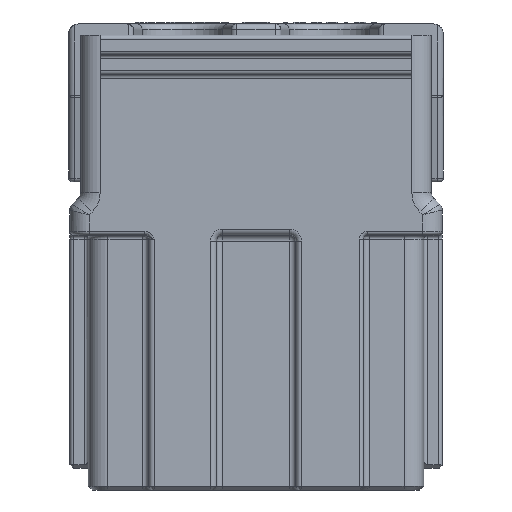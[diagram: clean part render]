
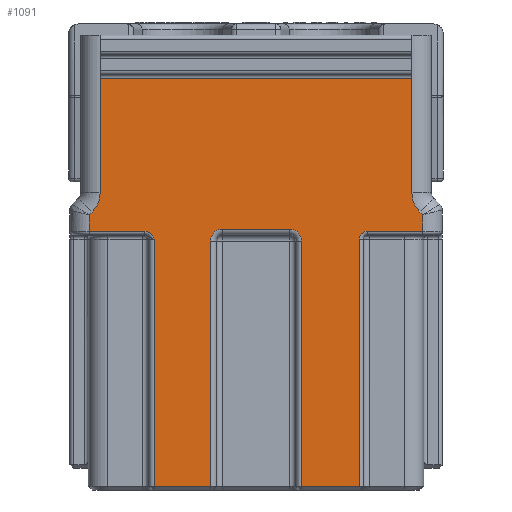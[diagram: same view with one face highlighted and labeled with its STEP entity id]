
A CAD part, front view. The second image highlights one B-rep face of the part: STEP entity #1091.
In plain terms, the highlighted planar face has unit normal (0, -1, 0).
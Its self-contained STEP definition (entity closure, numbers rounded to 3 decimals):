
#685=B_SPLINE_CURVE_WITH_KNOTS('',3,(#28222,#28223,#28224,#28225,#28226,
#28227,#28228,#28229,#28230,#28231,#28232,#28233,#28234,#28235,#28236,#28237),
 .UNSPECIFIED.,.F.,.F.,(4,2,2,2,2,2,2,4),(0.,0.189,0.403,
0.631,0.811,0.903,0.994,
1.),.UNSPECIFIED.);
#1091=ADVANCED_FACE('',(#2792),#2180,.F.);
#2180=PLANE('',#19780);
#2792=FACE_OUTER_BOUND('',#3905,.T.);
#3905=EDGE_LOOP('',(#6423,#6424,#6425,#6426,#6427,#6428,#6429,#6430,#6431,
#6432,#6433,#6434,#6435,#6436,#6437,#6438,#6439,#6440,#6441,#6442,#6443,
#6444));
#5077=CIRCLE('',#19775,0.6);
#5078=CIRCLE('',#19776,0.6);
#5079=CIRCLE('',#19777,0.4);
#5080=CIRCLE('',#19778,1.4);
#5081=CIRCLE('',#19779,1.4);
#6423=ORIENTED_EDGE('',*,*,#13588,.T.);
#6424=ORIENTED_EDGE('',*,*,#13589,.T.);
#6425=ORIENTED_EDGE('',*,*,#13590,.T.);
#6426=ORIENTED_EDGE('',*,*,#13591,.T.);
#6427=ORIENTED_EDGE('',*,*,#13592,.T.);
#6428=ORIENTED_EDGE('',*,*,#13593,.T.);
#6429=ORIENTED_EDGE('',*,*,#13594,.T.);
#6430=ORIENTED_EDGE('',*,*,#13595,.T.);
#6431=ORIENTED_EDGE('',*,*,#13596,.T.);
#6432=ORIENTED_EDGE('',*,*,#13597,.T.);
#6433=ORIENTED_EDGE('',*,*,#13535,.T.);
#6434=ORIENTED_EDGE('',*,*,#13598,.F.);
#6435=ORIENTED_EDGE('',*,*,#13599,.F.);
#6436=ORIENTED_EDGE('',*,*,#13600,.T.);
#6437=ORIENTED_EDGE('',*,*,#13601,.T.);
#6438=ORIENTED_EDGE('',*,*,#13602,.T.);
#6439=ORIENTED_EDGE('',*,*,#13603,.T.);
#6440=ORIENTED_EDGE('',*,*,#13604,.T.);
#6441=ORIENTED_EDGE('',*,*,#13605,.T.);
#6442=ORIENTED_EDGE('',*,*,#13606,.T.);
#6443=ORIENTED_EDGE('',*,*,#13607,.T.);
#6444=ORIENTED_EDGE('',*,*,#13608,.T.);
#11708=VERTEX_POINT('',#28109);
#11709=VERTEX_POINT('',#28111);
#11751=VERTEX_POINT('',#28218);
#11752=VERTEX_POINT('',#28219);
#11753=VERTEX_POINT('',#28221);
#11754=VERTEX_POINT('',#28238);
#11755=VERTEX_POINT('',#28240);
#11756=VERTEX_POINT('',#28242);
#11757=VERTEX_POINT('',#28244);
#11758=VERTEX_POINT('',#28246);
#11759=VERTEX_POINT('',#28248);
#11760=VERTEX_POINT('',#28250);
#11761=VERTEX_POINT('',#28253);
#11762=VERTEX_POINT('',#28255);
#11763=VERTEX_POINT('',#28257);
#11764=VERTEX_POINT('',#28259);
#11765=VERTEX_POINT('',#28261);
#11766=VERTEX_POINT('',#28263);
#11767=VERTEX_POINT('',#28265);
#11768=VERTEX_POINT('',#28267);
#11769=VERTEX_POINT('',#28269);
#11770=VERTEX_POINT('',#28271);
#13535=EDGE_CURVE('',#11709,#11708,#16140,.T.);
#13588=EDGE_CURVE('',#11751,#11752,#16181,.T.);
#13589=EDGE_CURVE('',#11752,#11753,#16182,.T.);
#13590=EDGE_CURVE('',#11753,#11754,#685,.T.);
#13591=EDGE_CURVE('',#11754,#11755,#16183,.T.);
#13592=EDGE_CURVE('',#11755,#11756,#16184,.T.);
#13593=EDGE_CURVE('',#11756,#11757,#16185,.T.);
#13594=EDGE_CURVE('',#11757,#11758,#5077,.T.);
#13595=EDGE_CURVE('',#11758,#11759,#16186,.T.);
#13596=EDGE_CURVE('',#11759,#11760,#5078,.T.);
#13597=EDGE_CURVE('',#11760,#11709,#16187,.T.);
#13598=EDGE_CURVE('',#11761,#11708,#16188,.T.);
#13599=EDGE_CURVE('',#11762,#11761,#5079,.T.);
#13600=EDGE_CURVE('',#11762,#11763,#16189,.T.);
#13601=EDGE_CURVE('',#11763,#11764,#16190,.T.);
#13602=EDGE_CURVE('',#11764,#11765,#16191,.T.);
#13603=EDGE_CURVE('',#11765,#11766,#5080,.T.);
#13604=EDGE_CURVE('',#11766,#11767,#16192,.T.);
#13605=EDGE_CURVE('',#11767,#11768,#16193,.T.);
#13606=EDGE_CURVE('',#11768,#11769,#16194,.T.);
#13607=EDGE_CURVE('',#11769,#11770,#5081,.T.);
#13608=EDGE_CURVE('',#11770,#11751,#16195,.T.);
#16140=LINE('',#28110,#18048);
#16181=LINE('',#28217,#18089);
#16182=LINE('',#28220,#18090);
#16183=LINE('',#28239,#18091);
#16184=LINE('',#28241,#18092);
#16185=LINE('',#28243,#18093);
#16186=LINE('',#28247,#18094);
#16187=LINE('',#28251,#18095);
#16188=LINE('',#28252,#18096);
#16189=LINE('',#28256,#18097);
#16190=LINE('',#28258,#18098);
#16191=LINE('',#28260,#18099);
#16192=LINE('',#28264,#18100);
#16193=LINE('',#28266,#18101);
#16194=LINE('',#28268,#18102);
#16195=LINE('',#28272,#18103);
#18048=VECTOR('',#22032,1.);
#18089=VECTOR('',#22121,1.);
#18090=VECTOR('',#22122,1.);
#18091=VECTOR('',#22123,1.);
#18092=VECTOR('',#22124,1.);
#18093=VECTOR('',#22125,1.);
#18094=VECTOR('',#22128,1.);
#18095=VECTOR('',#22131,1.);
#18096=VECTOR('',#22132,1.);
#18097=VECTOR('',#22135,1.);
#18098=VECTOR('',#22136,1.);
#18099=VECTOR('',#22137,1.);
#18100=VECTOR('',#22140,1.);
#18101=VECTOR('',#22141,1.);
#18102=VECTOR('',#22142,1.);
#18103=VECTOR('',#22145,1.);
#19775=AXIS2_PLACEMENT_3D('',#28245,#22126,#22127);
#19776=AXIS2_PLACEMENT_3D('',#28249,#22129,#22130);
#19777=AXIS2_PLACEMENT_3D('',#28254,#22133,#22134);
#19778=AXIS2_PLACEMENT_3D('',#28262,#22138,#22139);
#19779=AXIS2_PLACEMENT_3D('',#28270,#22143,#22144);
#19780=AXIS2_PLACEMENT_3D('',#28273,#22146,#22147);
#22032=DIRECTION('',(1.,0.,0.));
#22121=DIRECTION('',(0.,0.,-1.));
#22122=DIRECTION('',(1.,0.,0.));
#22123=DIRECTION('',(0.,0.,-1.));
#22124=DIRECTION('',(1.,0.,0.));
#22125=DIRECTION('',(0.,0.,1.));
#22126=DIRECTION('',(0.,1.,0.));
#22127=DIRECTION('',(0.,0.,1.));
#22128=DIRECTION('',(1.,0.,0.));
#22129=DIRECTION('',(0.,1.,0.));
#22130=DIRECTION('',(0.,0.,1.));
#22131=DIRECTION('',(0.,0.,-1.));
#22132=DIRECTION('',(0.,0.,-1.));
#22133=DIRECTION('',(0.,-1.,0.));
#22134=DIRECTION('',(0.,0.,1.));
#22135=DIRECTION('',(1.,0.,0.));
#22136=DIRECTION('',(0.,0.,1.));
#22137=DIRECTION('',(-0.707,0.,0.707));
#22138=DIRECTION('',(0.,1.,0.));
#22139=DIRECTION('',(0.,0.,1.));
#22140=DIRECTION('',(0.,0.,1.));
#22141=DIRECTION('',(-1.,0.,0.));
#22142=DIRECTION('',(0.,0.,-1.));
#22143=DIRECTION('',(0.,1.,0.));
#22144=DIRECTION('',(0.,0.,1.));
#22145=DIRECTION('',(-0.707,0.,-0.707));
#22146=DIRECTION('',(0.,1.,0.));
#22147=DIRECTION('',(0.,0.,-1.));
#28109=CARTESIAN_POINT('',(1.53,-4.35,0.28));
#28110=CARTESIAN_POINT('',(-5.8,-4.35,0.28));
#28111=CARTESIAN_POINT('',(-1.43,-4.35,0.28));
#28217=CARTESIAN_POINT('',(-12.25,-4.35,23.28));
#28218=CARTESIAN_POINT('',(-12.25,-4.35,14.116));
#28219=CARTESIAN_POINT('',(-12.25,-4.35,13.28));
#28220=CARTESIAN_POINT('',(-5.8,-4.35,13.28));
#28221=CARTESIAN_POINT('',(-9.42,-4.35,13.28));
#28222=CARTESIAN_POINT('',(-9.42,-4.35,13.28));
#28223=CARTESIAN_POINT('',(-9.378,-4.35,13.28));
#28224=CARTESIAN_POINT('',(-9.335,-4.35,13.273));
#28225=CARTESIAN_POINT('',(-9.25,-4.35,13.247));
#28226=CARTESIAN_POINT('',(-9.206,-4.35,13.225));
#28227=CARTESIAN_POINT('',(-9.126,-4.35,13.169));
#28228=CARTESIAN_POINT('',(-9.089,-4.35,13.133));
#28229=CARTESIAN_POINT('',(-9.031,-4.35,13.062));
#28230=CARTESIAN_POINT('',(-9.009,-4.35,13.028));
#28231=CARTESIAN_POINT('',(-8.979,-4.35,12.975));
#28232=CARTESIAN_POINT('',(-8.969,-4.35,12.957));
#28233=CARTESIAN_POINT('',(-8.95,-4.35,12.92));
#28234=CARTESIAN_POINT('',(-8.941,-4.35,12.902));
#28235=CARTESIAN_POINT('',(-8.931,-4.35,12.882));
#28236=CARTESIAN_POINT('',(-8.931,-4.35,12.881));
#28237=CARTESIAN_POINT('',(-8.93,-4.35,12.88));
#28238=CARTESIAN_POINT('',(-8.93,-4.35,12.88));
#28239=CARTESIAN_POINT('',(-8.93,-4.35,0.08));
#28240=CARTESIAN_POINT('',(-8.93,-4.35,0.28));
#28241=CARTESIAN_POINT('',(-5.8,-4.35,0.28));
#28242=CARTESIAN_POINT('',(-6.07,-4.35,0.28));
#28243=CARTESIAN_POINT('',(-6.07,-4.35,13.23));
#28244=CARTESIAN_POINT('',(-6.07,-4.35,12.78));
#28245=CARTESIAN_POINT('',(-5.47,-4.35,12.78));
#28246=CARTESIAN_POINT('',(-5.47,-4.35,13.38));
#28247=CARTESIAN_POINT('',(-5.8,-4.35,13.38));
#28248=CARTESIAN_POINT('',(-2.03,-4.35,13.38));
#28249=CARTESIAN_POINT('',(-2.03,-4.35,12.78));
#28250=CARTESIAN_POINT('',(-1.43,-4.35,12.78));
#28251=CARTESIAN_POINT('',(-1.43,-4.35,0.08));
#28252=CARTESIAN_POINT('',(1.53,-4.35,13.23));
#28253=CARTESIAN_POINT('',(1.53,-4.35,12.88));
#28254=CARTESIAN_POINT('',(1.93,-4.35,12.88));
#28255=CARTESIAN_POINT('',(1.93,-4.35,13.28));
#28256=CARTESIAN_POINT('',(-5.8,-4.35,13.28));
#28257=CARTESIAN_POINT('',(4.75,-4.35,13.28));
#28258=CARTESIAN_POINT('',(4.75,-4.35,23.28));
#28259=CARTESIAN_POINT('',(4.75,-4.35,14.116));
#28260=CARTESIAN_POINT('',(-5.107,-4.35,23.973));
#28261=CARTESIAN_POINT('',(4.61,-4.35,14.256));
#28262=CARTESIAN_POINT('',(5.6,-4.35,15.246));
#28263=CARTESIAN_POINT('',(4.2,-4.35,15.246));
#28264=CARTESIAN_POINT('',(4.2,-4.35,23.28));
#28265=CARTESIAN_POINT('',(4.2,-4.35,21.08));
#28266=CARTESIAN_POINT('',(-11.7,-4.35,21.08));
#28267=CARTESIAN_POINT('',(-11.7,-4.35,21.08));
#28268=CARTESIAN_POINT('',(-11.7,-4.35,23.28));
#28269=CARTESIAN_POINT('',(-11.7,-4.35,15.246));
#28270=CARTESIAN_POINT('',(-13.1,-4.35,15.246));
#28271=CARTESIAN_POINT('',(-12.11,-4.35,14.256));
#28272=CARTESIAN_POINT('',(-8.193,-4.35,18.173));
#28273=CARTESIAN_POINT('',(-5.8,-4.35,23.28));
